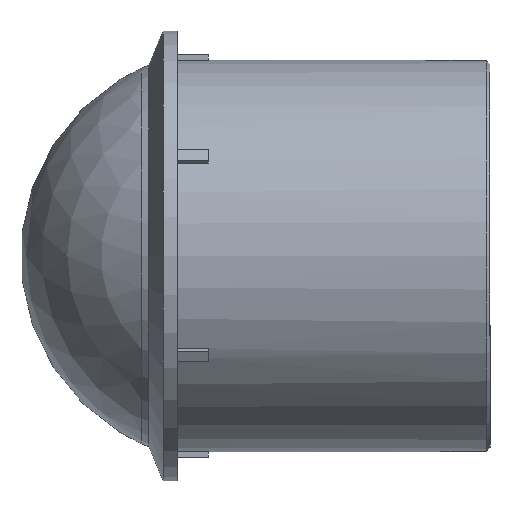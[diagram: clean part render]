
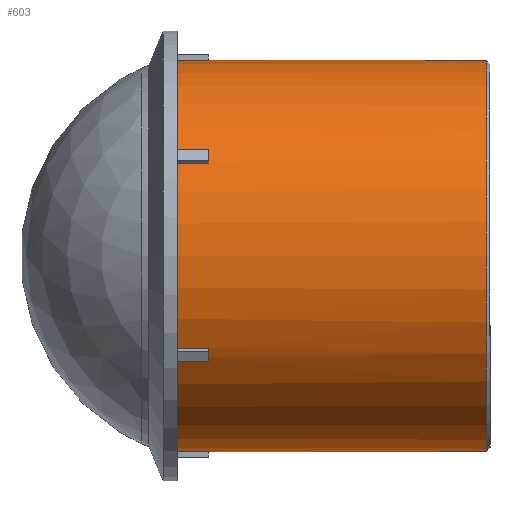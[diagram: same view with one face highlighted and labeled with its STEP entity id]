
A CAD part, top view. The second image highlights one B-rep face of the part: STEP entity #603.
In plain terms, the highlighted cylindrical face has radius 37.5 mm (diameter 75 mm), a full revolution.
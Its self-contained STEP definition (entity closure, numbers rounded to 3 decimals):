
#19=LINE('',#898,#79);
#20=LINE('',#902,#80);
#21=LINE('',#906,#81);
#22=LINE('',#910,#82);
#23=LINE('',#914,#83);
#24=LINE('',#918,#84);
#25=LINE('',#922,#85);
#26=LINE('',#926,#86);
#27=LINE('',#930,#87);
#28=LINE('',#934,#88);
#29=LINE('',#938,#89);
#30=LINE('',#942,#90);
#79=VECTOR('',#720,6.);
#80=VECTOR('',#723,6.);
#81=VECTOR('',#726,6.);
#82=VECTOR('',#729,6.);
#83=VECTOR('',#732,6.);
#84=VECTOR('',#735,6.);
#85=VECTOR('',#738,6.);
#86=VECTOR('',#741,6.);
#87=VECTOR('',#744,6.);
#88=VECTOR('',#747,6.);
#89=VECTOR('',#750,6.);
#90=VECTOR('',#753,6.);
#139=CYLINDRICAL_SURFACE('',#647,37.5);
#172=FACE_BOUND('',#225,.T.);
#183=FACE_OUTER_BOUND('',#224,.T.);
#224=EDGE_LOOP('',(#437,#438,#439,#440,#441,#442,#443,#444,#445,#446,#447,
#448,#449,#450,#451,#452,#453,#454,#455,#456,#457,#458,#459,#460));
#225=EDGE_LOOP('',(#461));
#268=CIRCLE('',#646,37.5);
#269=CIRCLE('',#648,37.5);
#270=CIRCLE('',#649,37.5);
#271=CIRCLE('',#650,37.5);
#272=CIRCLE('',#651,37.5);
#273=CIRCLE('',#652,37.5);
#274=CIRCLE('',#653,37.5);
#275=CIRCLE('',#654,37.5);
#276=CIRCLE('',#655,37.5);
#277=CIRCLE('',#656,37.5);
#278=CIRCLE('',#657,37.5);
#279=CIRCLE('',#658,37.5);
#280=CIRCLE('',#659,37.5);
#291=VERTEX_POINT('',#893);
#292=VERTEX_POINT('',#896);
#293=VERTEX_POINT('',#897);
#294=VERTEX_POINT('',#899);
#295=VERTEX_POINT('',#901);
#296=VERTEX_POINT('',#903);
#297=VERTEX_POINT('',#905);
#298=VERTEX_POINT('',#907);
#299=VERTEX_POINT('',#909);
#300=VERTEX_POINT('',#911);
#301=VERTEX_POINT('',#913);
#302=VERTEX_POINT('',#915);
#303=VERTEX_POINT('',#917);
#304=VERTEX_POINT('',#919);
#305=VERTEX_POINT('',#921);
#306=VERTEX_POINT('',#923);
#307=VERTEX_POINT('',#925);
#308=VERTEX_POINT('',#927);
#309=VERTEX_POINT('',#929);
#310=VERTEX_POINT('',#931);
#311=VERTEX_POINT('',#933);
#312=VERTEX_POINT('',#935);
#313=VERTEX_POINT('',#937);
#314=VERTEX_POINT('',#939);
#315=VERTEX_POINT('',#941);
#350=EDGE_CURVE('',#291,#291,#268,.T.);
#351=EDGE_CURVE('',#292,#293,#19,.T.);
#352=EDGE_CURVE('',#293,#294,#269,.T.);
#353=EDGE_CURVE('',#294,#295,#20,.T.);
#354=EDGE_CURVE('',#295,#296,#270,.T.);
#355=EDGE_CURVE('',#296,#297,#21,.T.);
#356=EDGE_CURVE('',#297,#298,#271,.T.);
#357=EDGE_CURVE('',#298,#299,#22,.T.);
#358=EDGE_CURVE('',#299,#300,#272,.T.);
#359=EDGE_CURVE('',#300,#301,#23,.T.);
#360=EDGE_CURVE('',#301,#302,#273,.T.);
#361=EDGE_CURVE('',#302,#303,#24,.T.);
#362=EDGE_CURVE('',#303,#304,#274,.T.);
#363=EDGE_CURVE('',#304,#305,#25,.T.);
#364=EDGE_CURVE('',#305,#306,#275,.T.);
#365=EDGE_CURVE('',#306,#307,#26,.T.);
#366=EDGE_CURVE('',#307,#308,#276,.T.);
#367=EDGE_CURVE('',#308,#309,#27,.T.);
#368=EDGE_CURVE('',#309,#310,#277,.T.);
#369=EDGE_CURVE('',#310,#311,#28,.T.);
#370=EDGE_CURVE('',#311,#312,#278,.T.);
#371=EDGE_CURVE('',#312,#313,#29,.T.);
#372=EDGE_CURVE('',#313,#314,#279,.T.);
#373=EDGE_CURVE('',#314,#315,#30,.T.);
#374=EDGE_CURVE('',#315,#292,#280,.T.);
#437=ORIENTED_EDGE('',*,*,#351,.T.);
#438=ORIENTED_EDGE('',*,*,#352,.T.);
#439=ORIENTED_EDGE('',*,*,#353,.T.);
#440=ORIENTED_EDGE('',*,*,#354,.T.);
#441=ORIENTED_EDGE('',*,*,#355,.T.);
#442=ORIENTED_EDGE('',*,*,#356,.T.);
#443=ORIENTED_EDGE('',*,*,#357,.T.);
#444=ORIENTED_EDGE('',*,*,#358,.T.);
#445=ORIENTED_EDGE('',*,*,#359,.T.);
#446=ORIENTED_EDGE('',*,*,#360,.T.);
#447=ORIENTED_EDGE('',*,*,#361,.T.);
#448=ORIENTED_EDGE('',*,*,#362,.T.);
#449=ORIENTED_EDGE('',*,*,#363,.T.);
#450=ORIENTED_EDGE('',*,*,#364,.T.);
#451=ORIENTED_EDGE('',*,*,#365,.T.);
#452=ORIENTED_EDGE('',*,*,#366,.T.);
#453=ORIENTED_EDGE('',*,*,#367,.T.);
#454=ORIENTED_EDGE('',*,*,#368,.T.);
#455=ORIENTED_EDGE('',*,*,#369,.T.);
#456=ORIENTED_EDGE('',*,*,#370,.T.);
#457=ORIENTED_EDGE('',*,*,#371,.T.);
#458=ORIENTED_EDGE('',*,*,#372,.T.);
#459=ORIENTED_EDGE('',*,*,#373,.T.);
#460=ORIENTED_EDGE('',*,*,#374,.T.);
#461=ORIENTED_EDGE('',*,*,#350,.F.);
#603=ADVANCED_FACE('',(#183,#172),#139,.T.);
#646=AXIS2_PLACEMENT_3D('',#894,#716,#717);
#647=AXIS2_PLACEMENT_3D('',#895,#718,#719);
#648=AXIS2_PLACEMENT_3D('',#900,#721,#722);
#649=AXIS2_PLACEMENT_3D('',#904,#724,#725);
#650=AXIS2_PLACEMENT_3D('',#908,#727,#728);
#651=AXIS2_PLACEMENT_3D('',#912,#730,#731);
#652=AXIS2_PLACEMENT_3D('',#916,#733,#734);
#653=AXIS2_PLACEMENT_3D('',#920,#736,#737);
#654=AXIS2_PLACEMENT_3D('',#924,#739,#740);
#655=AXIS2_PLACEMENT_3D('',#928,#742,#743);
#656=AXIS2_PLACEMENT_3D('',#932,#745,#746);
#657=AXIS2_PLACEMENT_3D('',#936,#748,#749);
#658=AXIS2_PLACEMENT_3D('',#940,#751,#752);
#659=AXIS2_PLACEMENT_3D('',#943,#754,#755);
#716=DIRECTION('center_axis',(1.,0.,0.));
#717=DIRECTION('ref_axis',(0.,-1.,0.));
#718=DIRECTION('center_axis',(1.,0.,0.));
#719=DIRECTION('ref_axis',(0.,1.,0.));
#720=DIRECTION('',(-1.,0.,0.));
#721=DIRECTION('center_axis',(1.,0.,0.));
#722=DIRECTION('ref_axis',(0.,0.,-1.));
#723=DIRECTION('',(1.,0.,0.));
#724=DIRECTION('center_axis',(1.,0.,0.));
#725=DIRECTION('ref_axis',(0.,1.,0.));
#726=DIRECTION('',(-1.,0.,0.));
#727=DIRECTION('center_axis',(1.,0.,0.));
#728=DIRECTION('ref_axis',(0.,0.,-1.));
#729=DIRECTION('',(1.,0.,0.));
#730=DIRECTION('center_axis',(1.,0.,0.));
#731=DIRECTION('ref_axis',(0.,1.,0.));
#732=DIRECTION('',(-1.,0.,0.));
#733=DIRECTION('center_axis',(1.,0.,0.));
#734=DIRECTION('ref_axis',(0.,0.,-1.));
#735=DIRECTION('',(1.,0.,0.));
#736=DIRECTION('center_axis',(1.,0.,0.));
#737=DIRECTION('ref_axis',(0.,1.,0.));
#738=DIRECTION('',(-1.,0.,0.));
#739=DIRECTION('center_axis',(1.,0.,0.));
#740=DIRECTION('ref_axis',(0.,0.,-1.));
#741=DIRECTION('',(1.,0.,0.));
#742=DIRECTION('center_axis',(1.,0.,0.));
#743=DIRECTION('ref_axis',(0.,1.,0.));
#744=DIRECTION('',(-1.,0.,0.));
#745=DIRECTION('center_axis',(1.,0.,0.));
#746=DIRECTION('ref_axis',(0.,0.,-1.));
#747=DIRECTION('',(1.,0.,0.));
#748=DIRECTION('center_axis',(1.,0.,0.));
#749=DIRECTION('ref_axis',(0.,1.,0.));
#750=DIRECTION('',(-1.,0.,0.));
#751=DIRECTION('center_axis',(1.,0.,0.));
#752=DIRECTION('ref_axis',(0.,0.,-1.));
#753=DIRECTION('',(1.,0.,0.));
#754=DIRECTION('center_axis',(1.,0.,0.));
#755=DIRECTION('ref_axis',(0.,1.,0.));
#893=CARTESIAN_POINT('',(-0.75,37.5,0.));
#894=CARTESIAN_POINT('Origin',(-0.75,0.,
0.));
#895=CARTESIAN_POINT('Origin',(-30.,0.,0.));
#896=CARTESIAN_POINT('',(-54.,19.716,-31.899));
#897=CARTESIAN_POINT('',(-60.,19.716,-31.899));
#898=CARTESIAN_POINT('',(-30.,19.716,-31.899));
#899=CARTESIAN_POINT('',(-60.,37.483,-1.125));
#900=CARTESIAN_POINT('Origin',(-60.,0.,0.));
#901=CARTESIAN_POINT('',(-54.,37.483,-1.125));
#902=CARTESIAN_POINT('',(-30.,37.483,-1.125));
#903=CARTESIAN_POINT('',(-54.,37.483,1.125));
#904=CARTESIAN_POINT('Origin',(-54.,0.,0.));
#905=CARTESIAN_POINT('',(-60.,37.483,1.125));
#906=CARTESIAN_POINT('',(-30.,37.483,1.125));
#907=CARTESIAN_POINT('',(-60.,19.716,31.899));
#908=CARTESIAN_POINT('Origin',(-60.,0.,0.));
#909=CARTESIAN_POINT('',(-54.,19.716,31.899));
#910=CARTESIAN_POINT('',(-30.,19.716,31.899));
#911=CARTESIAN_POINT('',(-54.,17.767,33.024));
#912=CARTESIAN_POINT('Origin',(-54.,0.,0.));
#913=CARTESIAN_POINT('',(-60.,17.767,33.024));
#914=CARTESIAN_POINT('',(-30.,17.767,33.024));
#915=CARTESIAN_POINT('',(-60.,-17.767,33.024));
#916=CARTESIAN_POINT('Origin',(-60.,0.,0.));
#917=CARTESIAN_POINT('',(-54.,-17.767,33.024));
#918=CARTESIAN_POINT('',(-30.,-17.767,33.024));
#919=CARTESIAN_POINT('',(-54.,-19.716,31.899));
#920=CARTESIAN_POINT('Origin',(-54.,0.,0.));
#921=CARTESIAN_POINT('',(-60.,-19.716,31.899));
#922=CARTESIAN_POINT('',(-30.,-19.716,31.899));
#923=CARTESIAN_POINT('',(-60.,-37.483,1.125));
#924=CARTESIAN_POINT('Origin',(-60.,0.,0.));
#925=CARTESIAN_POINT('',(-54.,-37.483,1.125));
#926=CARTESIAN_POINT('',(-30.,-37.483,1.125));
#927=CARTESIAN_POINT('',(-54.,-37.483,-1.125));
#928=CARTESIAN_POINT('Origin',(-54.,0.,0.));
#929=CARTESIAN_POINT('',(-60.,-37.483,-1.125));
#930=CARTESIAN_POINT('',(-30.,-37.483,-1.125));
#931=CARTESIAN_POINT('',(-60.,-19.716,-31.899));
#932=CARTESIAN_POINT('Origin',(-60.,0.,0.));
#933=CARTESIAN_POINT('',(-54.,-19.716,-31.899));
#934=CARTESIAN_POINT('',(-30.,-19.716,-31.899));
#935=CARTESIAN_POINT('',(-54.,-17.767,-33.024));
#936=CARTESIAN_POINT('Origin',(-54.,0.,0.));
#937=CARTESIAN_POINT('',(-60.,-17.767,-33.024));
#938=CARTESIAN_POINT('',(-30.,-17.767,-33.024));
#939=CARTESIAN_POINT('',(-60.,17.767,-33.024));
#940=CARTESIAN_POINT('Origin',(-60.,0.,0.));
#941=CARTESIAN_POINT('',(-54.,17.767,-33.024));
#942=CARTESIAN_POINT('',(-30.,17.767,-33.024));
#943=CARTESIAN_POINT('Origin',(-54.,0.,0.));
